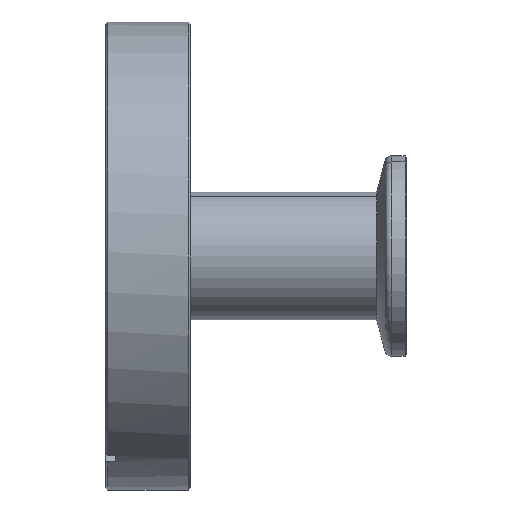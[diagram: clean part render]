
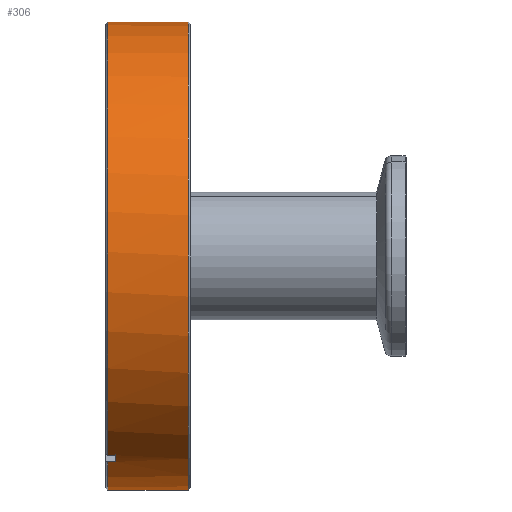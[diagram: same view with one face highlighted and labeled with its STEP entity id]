
A CAD part, left-side view. The second image highlights one B-rep face of the part: STEP entity #306.
In plain terms, the highlighted cylindrical face has radius 35 mm (diameter 70 mm), a partial arc.
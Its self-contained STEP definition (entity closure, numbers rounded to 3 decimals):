
#13 = ORIENTED_EDGE ( 'NONE', *, *, #91, .F. ) ;
#20 = DIRECTION ( 'NONE',  ( 0., 0., -1. ) ) ;
#53 = ORIENTED_EDGE ( 'NONE', *, *, #2089, .T. ) ;
#62 = EDGE_CURVE ( 'NONE', #720, #83, #986, .T. ) ;
#80 = CIRCLE ( 'NONE', #1626, 35. ) ;
#83 = VERTEX_POINT ( 'NONE', #1913 ) ;
#91 = EDGE_CURVE ( 'NONE', #83, #169, #80, .T. ) ;
#169 = VERTEX_POINT ( 'NONE', #657 ) ;
#224 = LINE ( 'NONE', #1547, #2092 ) ;
#237 = EDGE_CURVE ( 'NONE', #430, #1289, #1550, .T. ) ;
#249 = LINE ( 'NONE', #1393, #673 ) ;
#251 = CARTESIAN_POINT ( 'NONE',  ( 0., 11.2, 0. ) ) ;
#294 = DIRECTION ( 'NONE',  ( 0., 1., 0. ) ) ;
#306 = ADVANCED_FACE ( 'NONE', ( #554 ), #958, .T. ) ;
#319 = EDGE_CURVE ( 'NONE', #2324, #2173, #1487, .T. ) ;
#333 = CARTESIAN_POINT ( 'NONE',  ( 0., 12.4, -35. ) ) ;
#337 = CARTESIAN_POINT ( 'NONE',  ( 0., 0.3, 35. ) ) ;
#359 = DIRECTION ( 'NONE',  ( 0., 0., 1. ) ) ;
#377 = DIRECTION ( 'NONE',  ( 0., 1., 0. ) ) ;
#430 = VERTEX_POINT ( 'NONE', #2284 ) ;
#452 = DIRECTION ( 'NONE',  ( 0., -1., 0. ) ) ;
#468 = DIRECTION ( 'NONE',  ( 0., 0., 1. ) ) ;
#500 = CARTESIAN_POINT ( 'NONE',  ( 0., 12.4, 0. ) ) ;
#525 = VECTOR ( 'NONE', #1578, 1000. ) ;
#554 = FACE_OUTER_BOUND ( 'NONE', #1664, .T. ) ;
#657 = CARTESIAN_POINT ( 'NONE',  ( -18.359, 11.2, -29.799 ) ) ;
#673 = VECTOR ( 'NONE', #691, 1000. ) ;
#691 = DIRECTION ( 'NONE',  ( 0., 1., 0. ) ) ;
#720 = VERTEX_POINT ( 'NONE', #991 ) ;
#726 = ORIENTED_EDGE ( 'NONE', *, *, #62, .F. ) ;
#727 = VECTOR ( 'NONE', #1349, 1000. ) ;
#751 = CARTESIAN_POINT ( 'NONE',  ( 0., 0.3, -35. ) ) ;
#785 = EDGE_CURVE ( 'NONE', #2324, #1032, #224, .T. ) ;
#831 = DIRECTION ( 'NONE',  ( 0., 1., 0. ) ) ;
#846 = CARTESIAN_POINT ( 'NONE',  ( 0., 12.4, 0. ) ) ;
#859 = CIRCLE ( 'NONE', #1373, 35. ) ;
#949 = ORIENTED_EDGE ( 'NONE', *, *, #785, .F. ) ;
#958 = CYLINDRICAL_SURFACE ( 'NONE', #1954, 35. ) ;
#986 = LINE ( 'NONE', #989, #525 ) ;
#989 = CARTESIAN_POINT ( 'NONE',  ( -16.627, 31.392, -30.799 ) ) ;
#991 = CARTESIAN_POINT ( 'NONE',  ( -16.627, 12.4, -30.799 ) ) ;
#1016 = ORIENTED_EDGE ( 'NONE', *, *, #1386, .T. ) ;
#1023 = DIRECTION ( 'NONE',  ( 0., 0., 1. ) ) ;
#1032 = VERTEX_POINT ( 'NONE', #333 ) ;
#1034 = EDGE_CURVE ( 'NONE', #169, #1289, #249, .T. ) ;
#1039 = ORIENTED_EDGE ( 'NONE', *, *, #1034, .F. ) ;
#1094 = AXIS2_PLACEMENT_3D ( 'NONE', #500, #452, #468 ) ;
#1123 = CARTESIAN_POINT ( 'NONE',  ( -18.359, 12.4, -29.799 ) ) ;
#1289 = VERTEX_POINT ( 'NONE', #1123 ) ;
#1349 = DIRECTION ( 'NONE',  ( 0., 1., 0. ) ) ;
#1373 = AXIS2_PLACEMENT_3D ( 'NONE', #846, #2127, #1023 ) ;
#1386 = EDGE_CURVE ( 'NONE', #2173, #430, #1678, .T. ) ;
#1393 = CARTESIAN_POINT ( 'NONE',  ( -18.359, 31.392, -29.799 ) ) ;
#1442 = CARTESIAN_POINT ( 'NONE',  ( 0., 0.3, 0. ) ) ;
#1487 = CIRCLE ( 'NONE', #1828, 35. ) ;
#1547 = CARTESIAN_POINT ( 'NONE',  ( 0., 31.392, -35. ) ) ;
#1550 = CIRCLE ( 'NONE', #1094, 35. ) ;
#1578 = DIRECTION ( 'NONE',  ( 0., -1., 0. ) ) ;
#1626 = AXIS2_PLACEMENT_3D ( 'NONE', #251, #2100, #2147 ) ;
#1664 = EDGE_LOOP ( 'NONE', ( #949, #2230, #1016, #2155, #1039, #13, #726, #53 ) ) ;
#1678 = LINE ( 'NONE', #1721, #727 ) ;
#1721 = CARTESIAN_POINT ( 'NONE',  ( 0., 31.392, 35. ) ) ;
#1791 = CARTESIAN_POINT ( 'NONE',  ( 0., 31.392, 0. ) ) ;
#1828 = AXIS2_PLACEMENT_3D ( 'NONE', #1442, #377, #20 ) ;
#1913 = CARTESIAN_POINT ( 'NONE',  ( -16.627, 11.2, -30.799 ) ) ;
#1954 = AXIS2_PLACEMENT_3D ( 'NONE', #1791, #294, #359 ) ;
#2089 = EDGE_CURVE ( 'NONE', #720, #1032, #859, .T. ) ;
#2092 = VECTOR ( 'NONE', #831, 1000. ) ;
#2100 = DIRECTION ( 'NONE',  ( 0., 1., 0. ) ) ;
#2127 = DIRECTION ( 'NONE',  ( 0., -1., 0. ) ) ;
#2147 = DIRECTION ( 'NONE',  ( 0., 0., -1. ) ) ;
#2155 = ORIENTED_EDGE ( 'NONE', *, *, #237, .T. ) ;
#2173 = VERTEX_POINT ( 'NONE', #337 ) ;
#2230 = ORIENTED_EDGE ( 'NONE', *, *, #319, .T. ) ;
#2284 = CARTESIAN_POINT ( 'NONE',  ( 0., 12.4, 35. ) ) ;
#2324 = VERTEX_POINT ( 'NONE', #751 ) ;
